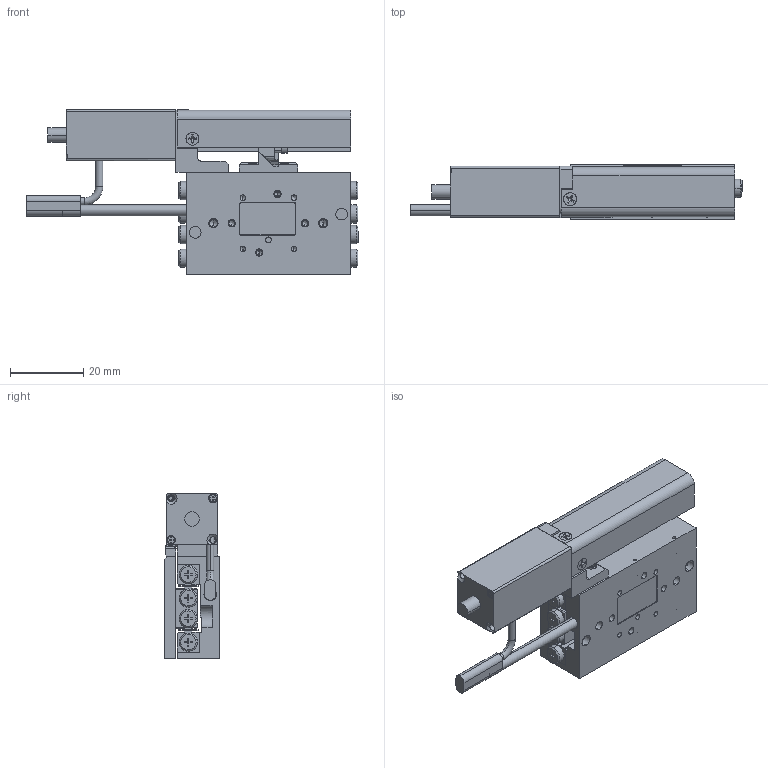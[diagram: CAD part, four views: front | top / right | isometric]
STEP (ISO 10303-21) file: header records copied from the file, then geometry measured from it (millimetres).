
FILE_DESCRIPTION (( 'STEP AP214' ), '1' );
FILE_NAME ('PPS-28-21010.STEP', '2023-08-08T16:29:43', ( '' ), ( '' ), 'SwSTEP 2.0', 'SolidWorks 2023', '' );
FILE_SCHEMA (( 'AUTOMOTIVE_DESIGN' ));
Length unit declared in the file: millimetre
Products named in the file (22): 130161 Bearing, NB, Slide Way, SVW 2000_SVW 2045-8Z (Rigid at Center); SCREW, MS-PFH, E-NR_1-72 x 1''8in; Set Screw, Cup-H, E-ASME_E1-72 x 1''16; PPS-28, Carriage, Master Part_45; 130221 Leadscrew, Standard Shaft, M3x0.2_44mm; SCREW, MS-PPH, M-JCIS_M1.6 x 0.35 x 5mm; 430719 PPS-20 & 28 Leadscrew Cover, Sanyo Motor_PPS-28, 45mm; NB Slide Way SVW 2000 Cage_SVW 2045-8Z; Limit Switch and Motor Cable; 110182 Sanyo motor 14mm_shortened shaft; NB Slide Way SVW 2000 Rail_SVW 2045; 430718 PPS-28 Leadscrew Nut Bracket, Sanyo Motor; PPS-28-21010; NB Slide Way SVW 2000 Center Way_SVW 2045; SCREW, MS-PPH, M-JCIS_M2.5 x 0.45 x 6mm; SSCZS-M2.5-8; 130221 Leadscrew Nut, PPS-20SM, Kozak M3x0.2mm; 430438 PPS 28, Back Cover, NJ8x13; PPS-28, Base, Master Part_L45, No Ears ; SCREW, SHCS-F, M-DIN_M3 x 0.5 x 06mm; SCREW, SHCS-S, M-DIN_M1.6 x 0.35 x 03mm; 430717 PPS-28 Stepper Motor Bracket, Sanyo Motor
Assembly tree (35 placements, depth 3):
  PPS-28-21010
    PPS-28, Base, Master Part_L45, No Ears 
    430438 PPS 28, Back Cover, NJ8x13
    PPS-28, Carriage, Master Part_45
    SCREW, SHCS-F, M-DIN_M3 x 0.5 x 06mm  x3
    130161 Bearing, NB, Slide Way, SVW 2000_SVW 2045-8Z (Rigid at Center)
      NB Slide Way SVW 2000 Rail_SVW 2045  x2
      NB Slide Way SVW 2000 Center Way_SVW 2045
      NB Slide Way SVW 2000 Cage_SVW 2045-8Z  x2
    SCREW, MS-PPH, M-JCIS_M2.5 x 0.45 x 6mm  x3
    Set Screw, Cup-H, E-ASME_E1-72 x 1''16  x3
    130221 Leadscrew Nut, PPS-20SM, Kozak M3x0.2mm
    130221 Leadscrew, Standard Shaft, M3x0.2_44mm
    430719 PPS-20 & 28 Leadscrew Cover, Sanyo Motor_PPS-28, 45mm
    SCREW, MS-PFH, E-NR_1-72 x 1''8in  x3
    SCREW, MS-PPH, M-JCIS_M1.6 x 0.35 x 5mm  x2
    430717 PPS-28 Stepper Motor Bracket, Sanyo Motor
    110182 Sanyo motor 14mm_shortened shaft
    430718 PPS-28 Leadscrew Nut Bracket, Sanyo Motor
    SCREW, SHCS-S, M-DIN_M1.6 x 0.35 x 03mm  x2
    SSCZS-M2.5-8  x3
    Limit Switch and Motor Cable
Bounding box: 90.75 x 15 x 45.1 mm (x, y, z)
Volume: 25233.9 mm3; surface area: 24609.1 mm2
Topology: 36 solids, 36 shells, 1547 faces, 3894 edges, 2425 vertices
Faces by surface type: plane 732, cylinder 493, cone 262, torus 54, sphere 6
Entity records: 33267 total; most frequent: CARTESIAN_POINT 6265, DIRECTION 5635, ORIENTED_EDGE 5326, EDGE_CURVE 2663, AXIS2_PLACEMENT_3D 2029, VERTEX_POINT 1712, LINE 1577, VECTOR 1577
